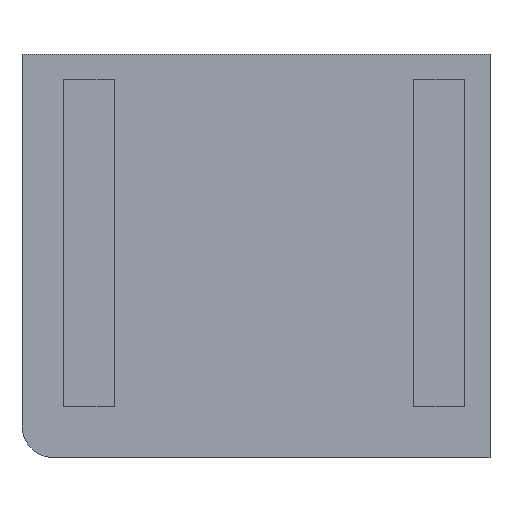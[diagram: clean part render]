
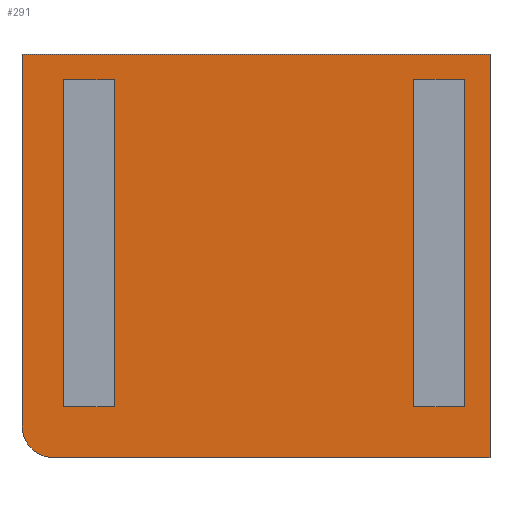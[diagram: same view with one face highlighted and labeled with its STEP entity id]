
A CAD part, front view. The second image highlights one B-rep face of the part: STEP entity #291.
In plain terms, the highlighted planar face has unit normal (0, -1, 0).
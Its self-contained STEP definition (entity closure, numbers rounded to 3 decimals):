
#15=FACE_BOUND('',#53,.T.);
#16=FACE_BOUND('',#54,.T.);
#18=PLANE('',#324);
#35=FACE_OUTER_BOUND('',#52,.T.);
#52=EDGE_LOOP('',(#218,#219,#220,#221,#222));
#53=EDGE_LOOP('',(#223,#224,#225,#226));
#54=EDGE_LOOP('',(#227,#228,#229,#230));
#71=LINE('',#428,#108);
#74=LINE('',#434,#111);
#75=LINE('',#436,#112);
#76=LINE('',#437,#113);
#77=LINE('',#440,#114);
#78=LINE('',#442,#115);
#79=LINE('',#444,#116);
#80=LINE('',#445,#117);
#81=LINE('',#448,#118);
#82=LINE('',#450,#119);
#83=LINE('',#452,#120);
#84=LINE('',#453,#121);
#108=VECTOR('',#351,10.);
#111=VECTOR('',#356,10.);
#112=VECTOR('',#357,10.);
#113=VECTOR('',#358,10.);
#114=VECTOR('',#359,10.);
#115=VECTOR('',#360,10.);
#116=VECTOR('',#361,10.);
#117=VECTOR('',#362,10.);
#118=VECTOR('',#363,10.);
#119=VECTOR('',#364,10.);
#120=VECTOR('',#365,10.);
#121=VECTOR('',#366,10.);
#144=CIRCLE('',#322,2.5);
#147=VERTEX_POINT('',#421);
#148=VERTEX_POINT('',#423);
#149=VERTEX_POINT('',#427);
#151=VERTEX_POINT('',#433);
#152=VERTEX_POINT('',#435);
#153=VERTEX_POINT('',#438);
#154=VERTEX_POINT('',#439);
#155=VERTEX_POINT('',#441);
#156=VERTEX_POINT('',#443);
#157=VERTEX_POINT('',#446);
#158=VERTEX_POINT('',#447);
#159=VERTEX_POINT('',#449);
#160=VERTEX_POINT('',#451);
#173=EDGE_CURVE('',#147,#148,#144,.T.);
#175=EDGE_CURVE('',#148,#149,#71,.T.);
#178=EDGE_CURVE('',#147,#151,#74,.T.);
#179=EDGE_CURVE('',#151,#152,#75,.T.);
#180=EDGE_CURVE('',#149,#152,#76,.T.);
#181=EDGE_CURVE('',#153,#154,#77,.T.);
#182=EDGE_CURVE('',#154,#155,#78,.T.);
#183=EDGE_CURVE('',#155,#156,#79,.T.);
#184=EDGE_CURVE('',#156,#153,#80,.T.);
#185=EDGE_CURVE('',#157,#158,#81,.T.);
#186=EDGE_CURVE('',#158,#159,#82,.T.);
#187=EDGE_CURVE('',#159,#160,#83,.T.);
#188=EDGE_CURVE('',#160,#157,#84,.T.);
#218=ORIENTED_EDGE('',*,*,#173,.F.);
#219=ORIENTED_EDGE('',*,*,#178,.T.);
#220=ORIENTED_EDGE('',*,*,#179,.T.);
#221=ORIENTED_EDGE('',*,*,#180,.F.);
#222=ORIENTED_EDGE('',*,*,#175,.F.);
#223=ORIENTED_EDGE('',*,*,#181,.T.);
#224=ORIENTED_EDGE('',*,*,#182,.T.);
#225=ORIENTED_EDGE('',*,*,#183,.T.);
#226=ORIENTED_EDGE('',*,*,#184,.T.);
#227=ORIENTED_EDGE('',*,*,#185,.T.);
#228=ORIENTED_EDGE('',*,*,#186,.T.);
#229=ORIENTED_EDGE('',*,*,#187,.T.);
#230=ORIENTED_EDGE('',*,*,#188,.T.);
#291=ADVANCED_FACE('',(#35,#15,#16),#18,.F.);
#322=AXIS2_PLACEMENT_3D('',#424,#346,#347);
#324=AXIS2_PLACEMENT_3D('',#432,#354,#355);
#346=DIRECTION('center_axis',(0.,1.,0.));
#347=DIRECTION('ref_axis',(-0.707,0.,-0.707));
#351=DIRECTION('',(0.,0.,1.));
#354=DIRECTION('center_axis',(0.,1.,0.));
#355=DIRECTION('ref_axis',(-1.,0.,0.));
#356=DIRECTION('',(1.,0.,0.));
#357=DIRECTION('',(0.,0.,1.));
#358=DIRECTION('',(1.,0.,0.));
#359=DIRECTION('',(-1.,0.,0.));
#360=DIRECTION('',(0.,0.,1.));
#361=DIRECTION('',(1.,0.,0.));
#362=DIRECTION('',(0.,0.,-1.));
#363=DIRECTION('',(-1.,0.,0.));
#364=DIRECTION('',(0.,0.,1.));
#365=DIRECTION('',(1.,0.,0.));
#366=DIRECTION('',(0.,0.,-1.));
#421=CARTESIAN_POINT('',(-47.25,15.1,-50.25));
#423=CARTESIAN_POINT('',(-49.75,15.1,-47.75));
#424=CARTESIAN_POINT('Origin',(-47.25,15.1,-47.75));
#427=CARTESIAN_POINT('',(-49.75,15.1,-18.563));
#428=CARTESIAN_POINT('',(-49.75,15.1,-20.563));
#432=CARTESIAN_POINT('Origin',(-31.375,15.1,-34.407));
#433=CARTESIAN_POINT('',(-13.,15.1,-50.25));
#434=CARTESIAN_POINT('',(-49.75,15.1,-50.25));
#435=CARTESIAN_POINT('',(-13.,15.1,-18.563));
#436=CARTESIAN_POINT('',(-13.,15.1,-20.495));
#437=CARTESIAN_POINT('',(-49.75,15.1,-18.563));
#438=CARTESIAN_POINT('',(-15.,15.1,-46.25));
#439=CARTESIAN_POINT('',(-19.,15.1,-46.25));
#440=CARTESIAN_POINT('',(-24.187,15.1,-46.25));
#441=CARTESIAN_POINT('',(-19.,15.1,-20.563));
#442=CARTESIAN_POINT('',(-19.,15.1,-27.485));
#443=CARTESIAN_POINT('',(-15.,15.1,-20.563));
#444=CARTESIAN_POINT('',(-24.187,15.1,-20.563));
#445=CARTESIAN_POINT('',(-15.,15.1,-40.328));
#446=CARTESIAN_POINT('',(-42.5,15.1,-46.25));
#447=CARTESIAN_POINT('',(-46.5,15.1,-46.25));
#448=CARTESIAN_POINT('',(-38.937,15.1,-46.25));
#449=CARTESIAN_POINT('',(-46.5,15.1,-20.563));
#450=CARTESIAN_POINT('',(-46.5,15.1,-27.485));
#451=CARTESIAN_POINT('',(-42.5,15.1,-20.563));
#452=CARTESIAN_POINT('',(-37.937,15.1,-20.563));
#453=CARTESIAN_POINT('',(-42.5,15.1,-40.328));
